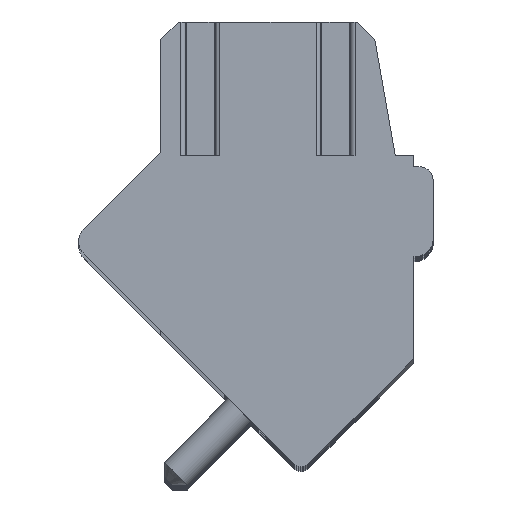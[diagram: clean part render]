
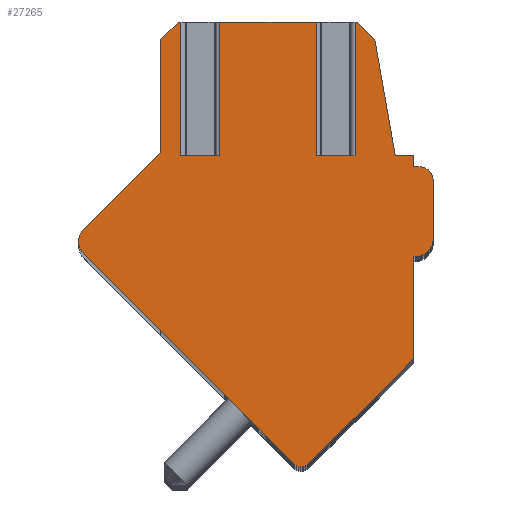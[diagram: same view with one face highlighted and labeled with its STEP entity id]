
A CAD part, top view. The second image highlights one B-rep face of the part: STEP entity #27265.
In plain terms, the highlighted planar face has unit normal (0, 0, 1).
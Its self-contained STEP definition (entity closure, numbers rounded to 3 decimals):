
#3272=DIRECTION('',(0.707,-0.707,0.));
#3273=VECTOR('',#3272,8.2);
#3274=CARTESIAN_POINT('',(-4.761,0.072,1.75));
#3275=LINE('',#3274,#3273);
#3792=DIRECTION('',(1.,0.,0.));
#3793=VECTOR('',#3792,1.07);
#3794=CARTESIAN_POINT('',(1.673,2.8,1.75));
#3795=LINE('',#3794,#3793);
#3796=DIRECTION('',(0.,1.,0.));
#3797=VECTOR('',#3796,3.7);
#3798=CARTESIAN_POINT('',(2.743,2.8,1.75));
#3799=LINE('',#3798,#3797);
#3800=DIRECTION('',(-1.,0.,0.));
#3801=VECTOR('',#3800,0.068);
#3802=CARTESIAN_POINT('',(2.811,6.5,1.75));
#3803=LINE('',#3802,#3801);
#3804=DIRECTION('',(-0.707,0.707,0.));
#3805=VECTOR('',#3804,0.677);
#3806=CARTESIAN_POINT('',(3.29,6.021,1.75));
#3807=LINE('',#3806,#3805);
#3808=DIRECTION('',(-0.174,0.985,0.));
#3809=VECTOR('',#3808,3.271);
#3810=CARTESIAN_POINT('',(3.858,2.8,1.75));
#3811=LINE('',#3810,#3809);
#3812=DIRECTION('',(-1.,0.,0.));
#3813=VECTOR('',#3812,0.5);
#3814=CARTESIAN_POINT('',(4.358,2.8,1.75));
#3815=LINE('',#3814,#3813);
#3816=DIRECTION('',(0.,1.,0.));
#3817=VECTOR('',#3816,0.3);
#3818=CARTESIAN_POINT('',(4.358,2.5,1.75));
#3819=LINE('',#3818,#3817);
#3820=DIRECTION('',(-1.,0.,0.));
#3821=VECTOR('',#3820,0.15);
#3822=CARTESIAN_POINT('',(4.508,2.5,1.75));
#3823=LINE('',#3822,#3821);
#3824=CARTESIAN_POINT('',(4.508,2.1,1.75));
#3825=DIRECTION('',(0.,0.,1.));
#3826=DIRECTION('',(1.,0.,0.));
#3827=AXIS2_PLACEMENT_3D('',#3824,#3825,#3826);
#3829=DIRECTION('',(0.,1.,0.));
#3830=VECTOR('',#3829,1.6);
#3831=CARTESIAN_POINT('',(4.908,0.5,1.75));
#3832=LINE('',#3831,#3830);
#3833=CARTESIAN_POINT('',(4.408,0.5,1.75));
#3834=DIRECTION('',(0.,0.,1.));
#3835=DIRECTION('',(0.,-1.,0.));
#3836=AXIS2_PLACEMENT_3D('',#3833,#3834,#3835);
#3838=DIRECTION('',(1.,0.,0.));
#3839=VECTOR('',#3838,0.05);
#3840=CARTESIAN_POINT('',(4.358,0.,1.75));
#3841=LINE('',#3840,#3839);
#3842=DIRECTION('',(0.,1.,0.));
#3843=VECTOR('',#3842,2.83);
#3844=CARTESIAN_POINT('',(4.358,-2.83,1.75));
#3845=LINE('',#3844,#3843);
#3846=DIRECTION('',(0.707,0.707,0.));
#3847=VECTOR('',#3846,4.096);
#3848=CARTESIAN_POINT('',(1.461,-5.727,1.75));
#3849=LINE('',#3848,#3847);
#3850=CARTESIAN_POINT('',(1.249,-5.515,1.75));
#3851=DIRECTION('',(0.,0.,1.));
#3852=DIRECTION('',(-0.707,-0.707,0.));
#3853=AXIS2_PLACEMENT_3D('',#3850,#3851,#3852);
#3855=CARTESIAN_POINT('',(-4.408,0.425,1.75));
#3856=DIRECTION('',(0.,0.,1.));
#3857=DIRECTION('',(-0.707,0.707,0.));
#3858=AXIS2_PLACEMENT_3D('',#3855,#3856,#3857);
#3860=DIRECTION('',(-0.707,-0.707,0.));
#3861=VECTOR('',#3860,2.997);
#3862=CARTESIAN_POINT('',(-2.642,2.898,1.75));
#3863=LINE('',#3862,#3861);
#3864=DIRECTION('',(0.,-1.,0.));
#3865=VECTOR('',#3864,3.111);
#3866=CARTESIAN_POINT('',(-2.642,6.009,1.75));
#3867=LINE('',#3866,#3865);
#3868=DIRECTION('',(-0.707,-0.707,0.));
#3869=VECTOR('',#3868,0.694);
#3870=CARTESIAN_POINT('',(-2.151,6.5,1.75));
#3871=LINE('',#3870,#3869);
#3872=DIRECTION('',(-1.,0.,0.));
#3873=VECTOR('',#3872,0.074);
#3874=CARTESIAN_POINT('',(-2.077,6.5,1.75));
#3875=LINE('',#3874,#3873);
#3876=DIRECTION('',(0.,1.,0.));
#3877=VECTOR('',#3876,3.7);
#3878=CARTESIAN_POINT('',(-2.077,2.8,1.75));
#3879=LINE('',#3878,#3877);
#3880=DIRECTION('',(1.,0.,0.));
#3881=VECTOR('',#3880,1.07);
#3882=CARTESIAN_POINT('',(-2.077,2.8,1.75));
#3883=LINE('',#3882,#3881);
#3884=DIRECTION('',(0.,1.,0.));
#3885=VECTOR('',#3884,3.7);
#3886=CARTESIAN_POINT('',(-1.007,2.8,1.75));
#3887=LINE('',#3886,#3885);
#3888=DIRECTION('',(-1.,0.,0.));
#3889=VECTOR('',#3888,2.68);
#3890=CARTESIAN_POINT('',(1.673,6.5,1.75));
#3891=LINE('',#3890,#3889);
#3892=DIRECTION('',(0.,1.,0.));
#3893=VECTOR('',#3892,3.7);
#3894=CARTESIAN_POINT('',(1.673,2.8,1.75));
#3895=LINE('',#3894,#3893);
#17973=CARTESIAN_POINT('',(1.673,2.8,1.75));
#17974=CARTESIAN_POINT('',(2.743,2.8,1.75));
#17975=VERTEX_POINT('',#17973);
#17976=VERTEX_POINT('',#17974);
#17977=CARTESIAN_POINT('',(2.743,6.5,1.75));
#17978=VERTEX_POINT('',#17977);
#17979=CARTESIAN_POINT('',(1.673,6.5,1.75));
#17980=VERTEX_POINT('',#17979);
#17993=CARTESIAN_POINT('',(-2.077,2.8,1.75));
#17994=CARTESIAN_POINT('',(-1.007,2.8,1.75));
#17995=VERTEX_POINT('',#17993);
#17996=VERTEX_POINT('',#17994);
#17997=CARTESIAN_POINT('',(-1.007,6.5,1.75));
#17998=VERTEX_POINT('',#17997);
#17999=CARTESIAN_POINT('',(-2.077,6.5,1.75));
#18000=VERTEX_POINT('',#17999);
#18091=CARTESIAN_POINT('',(1.037,-5.727,1.75));
#18092=CARTESIAN_POINT('',(1.461,-5.727,1.75));
#18093=VERTEX_POINT('',#18091);
#18094=VERTEX_POINT('',#18092);
#18095=CARTESIAN_POINT('',(4.358,-2.83,1.75));
#18096=VERTEX_POINT('',#18095);
#18097=CARTESIAN_POINT('',(4.358,0.,1.75));
#18098=VERTEX_POINT('',#18097);
#18099=CARTESIAN_POINT('',(4.408,0.,1.75));
#18100=VERTEX_POINT('',#18099);
#18101=CARTESIAN_POINT('',(4.908,0.5,1.75));
#18102=VERTEX_POINT('',#18101);
#18103=CARTESIAN_POINT('',(4.908,2.1,1.75));
#18104=VERTEX_POINT('',#18103);
#18105=CARTESIAN_POINT('',(4.508,2.5,1.75));
#18106=VERTEX_POINT('',#18105);
#18107=CARTESIAN_POINT('',(4.358,2.5,1.75));
#18108=VERTEX_POINT('',#18107);
#18109=CARTESIAN_POINT('',(4.358,2.8,1.75));
#18110=VERTEX_POINT('',#18109);
#18111=CARTESIAN_POINT('',(3.858,2.8,1.75));
#18112=VERTEX_POINT('',#18111);
#18113=CARTESIAN_POINT('',(3.29,6.021,1.75));
#18114=VERTEX_POINT('',#18113);
#18115=CARTESIAN_POINT('',(2.811,6.5,1.75));
#18116=VERTEX_POINT('',#18115);
#18117=CARTESIAN_POINT('',(-2.151,6.5,1.75));
#18118=CARTESIAN_POINT('',(-2.642,6.009,1.75));
#18119=VERTEX_POINT('',#18117);
#18120=VERTEX_POINT('',#18118);
#18121=CARTESIAN_POINT('',(-4.761,0.779,1.75));
#18122=CARTESIAN_POINT('',(-4.761,0.072,1.75));
#18123=VERTEX_POINT('',#18121);
#18124=VERTEX_POINT('',#18122);
#18129=CARTESIAN_POINT('',(-2.642,2.898,1.75));
#18131=VERTEX_POINT('',#18129);
#27222=CARTESIAN_POINT('',(0.,0.,1.75));
#27223=DIRECTION('',(0.,0.,1.));
#27224=DIRECTION('',(1.,0.,0.));
#27225=AXIS2_PLACEMENT_3D('',#27222,#27223,#27224);
#27226=PLANE('',#27225);
#27228=ORIENTED_EDGE('',*,*,#27227,.T.);
#27230=ORIENTED_EDGE('',*,*,#27229,.T.);
#27231=ORIENTED_EDGE('',*,*,#23104,.F.);
#27232=ORIENTED_EDGE('',*,*,#23398,.F.);
#27233=ORIENTED_EDGE('',*,*,#23412,.F.);
#27234=ORIENTED_EDGE('',*,*,#23426,.F.);
#27235=ORIENTED_EDGE('',*,*,#23615,.F.);
#27236=ORIENTED_EDGE('',*,*,#23631,.F.);
#27237=ORIENTED_EDGE('',*,*,#24378,.F.);
#27238=ORIENTED_EDGE('',*,*,#24720,.F.);
#27239=ORIENTED_EDGE('',*,*,#25062,.F.);
#27240=ORIENTED_EDGE('',*,*,#25404,.F.);
#27241=ORIENTED_EDGE('',*,*,#25753,.F.);
#27242=ORIENTED_EDGE('',*,*,#26535,.F.);
#27243=ORIENTED_EDGE('',*,*,#26801,.F.);
#27244=ORIENTED_EDGE('',*,*,#26586,.F.);
#27246=ORIENTED_EDGE('',*,*,#27245,.F.);
#27248=ORIENTED_EDGE('',*,*,#27247,.F.);
#27250=ORIENTED_EDGE('',*,*,#27249,.F.);
#27252=ORIENTED_EDGE('',*,*,#27251,.F.);
#27253=ORIENTED_EDGE('',*,*,#23136,.F.);
#27255=ORIENTED_EDGE('',*,*,#27254,.F.);
#27257=ORIENTED_EDGE('',*,*,#27256,.T.);
#27259=ORIENTED_EDGE('',*,*,#27258,.T.);
#27260=ORIENTED_EDGE('',*,*,#23120,.F.);
#27262=ORIENTED_EDGE('',*,*,#27261,.F.);
#27263=EDGE_LOOP('',(#27228,#27230,#27231,#27232,#27233,#27234,#27235,#27236,
#27237,#27238,#27239,#27240,#27241,#27242,#27243,#27244,#27246,#27248,#27250,
#27252,#27253,#27255,#27257,#27259,#27260,#27262));
#27264=FACE_OUTER_BOUND('',#27263,.F.);
#3828=CIRCLE('',#3827,0.4);
#3837=CIRCLE('',#3836,0.5);
#3854=CIRCLE('',#3853,0.3);
#3859=CIRCLE('',#3858,0.5);
#23104=EDGE_CURVE('',#18116,#17978,#3803,.T.);
#23120=EDGE_CURVE('',#17980,#17998,#3891,.T.);
#23136=EDGE_CURVE('',#18000,#18119,#3875,.T.);
#23398=EDGE_CURVE('',#18114,#18116,#3807,.T.);
#23412=EDGE_CURVE('',#18112,#18114,#3811,.T.);
#23426=EDGE_CURVE('',#18110,#18112,#3815,.T.);
#23615=EDGE_CURVE('',#18108,#18110,#3819,.T.);
#23631=EDGE_CURVE('',#18106,#18108,#3823,.T.);
#24378=EDGE_CURVE('',#18104,#18106,#3828,.T.);
#24720=EDGE_CURVE('',#18102,#18104,#3832,.T.);
#25062=EDGE_CURVE('',#18100,#18102,#3837,.T.);
#25404=EDGE_CURVE('',#18098,#18100,#3841,.T.);
#25753=EDGE_CURVE('',#18096,#18098,#3845,.T.);
#26535=EDGE_CURVE('',#18094,#18096,#3849,.T.);
#26586=EDGE_CURVE('',#18124,#18093,#3275,.T.);
#26801=EDGE_CURVE('',#18093,#18094,#3854,.T.);
#27227=EDGE_CURVE('',#17975,#17976,#3795,.T.);
#27229=EDGE_CURVE('',#17976,#17978,#3799,.T.);
#27245=EDGE_CURVE('',#18123,#18124,#3859,.T.);
#27247=EDGE_CURVE('',#18131,#18123,#3863,.T.);
#27249=EDGE_CURVE('',#18120,#18131,#3867,.T.);
#27251=EDGE_CURVE('',#18119,#18120,#3871,.T.);
#27254=EDGE_CURVE('',#17995,#18000,#3879,.T.);
#27256=EDGE_CURVE('',#17995,#17996,#3883,.T.);
#27258=EDGE_CURVE('',#17996,#17998,#3887,.T.);
#27261=EDGE_CURVE('',#17975,#17980,#3895,.T.);
#27265=ADVANCED_FACE('',(#27264),#27226,.T.);
